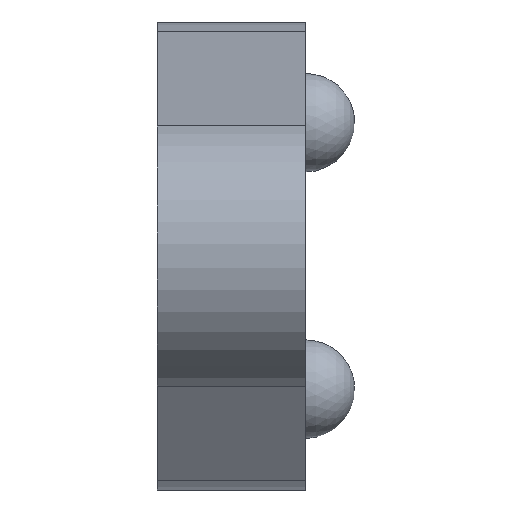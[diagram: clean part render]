
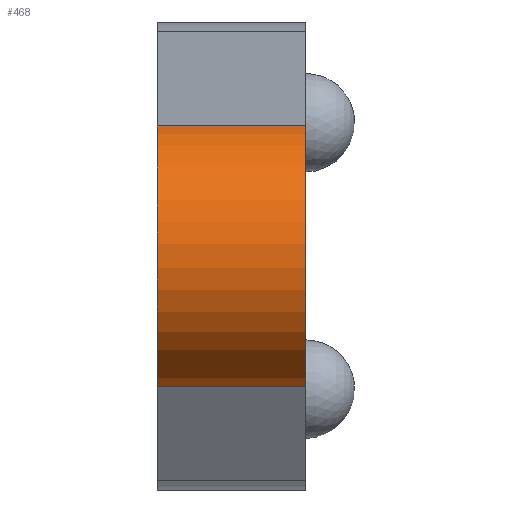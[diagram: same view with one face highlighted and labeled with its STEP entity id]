
A CAD part, left-side view. The second image highlights one B-rep face of the part: STEP entity #468.
In plain terms, the highlighted cylindrical face has radius 2.75 mm (diameter 5.5 mm), a partial arc.
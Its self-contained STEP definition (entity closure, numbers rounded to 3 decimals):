
#64=LINE('',#783,#103);
#65=LINE('',#789,#104);
#103=VECTOR('',#644,10.);
#104=VECTOR('',#651,10.);
#121=CYLINDRICAL_SURFACE('',#527,2.75);
#141=FACE_OUTER_BOUND('',#166,.T.);
#166=EDGE_LOOP('',(#381,#382,#383,#384));
#204=CIRCLE('',#528,2.75);
#205=CIRCLE('',#529,2.75);
#242=VERTEX_POINT('',#779);
#243=VERTEX_POINT('',#781);
#244=VERTEX_POINT('',#785);
#245=VERTEX_POINT('',#787);
#299=EDGE_CURVE('',#242,#243,#64,.T.);
#300=EDGE_CURVE('',#244,#242,#204,.T.);
#301=EDGE_CURVE('',#245,#243,#205,.T.);
#302=EDGE_CURVE('',#244,#245,#65,.T.);
#381=ORIENTED_EDGE('',*,*,#300,.T.);
#382=ORIENTED_EDGE('',*,*,#299,.T.);
#383=ORIENTED_EDGE('',*,*,#301,.F.);
#384=ORIENTED_EDGE('',*,*,#302,.F.);
#468=ADVANCED_FACE('',(#141),#121,.T.);
#527=AXIS2_PLACEMENT_3D('',#784,#645,#646);
#528=AXIS2_PLACEMENT_3D('',#786,#647,#648);
#529=AXIS2_PLACEMENT_3D('',#788,#649,#650);
#644=DIRECTION('',(0.,1.,0.));
#645=DIRECTION('center_axis',(0.,1.,0.));
#646=DIRECTION('ref_axis',(-1.,0.,0.));
#647=DIRECTION('center_axis',(0.,1.,0.));
#648=DIRECTION('ref_axis',(1.,0.,0.));
#649=DIRECTION('center_axis',(0.,1.,0.));
#650=DIRECTION('ref_axis',(1.,0.,0.));
#651=DIRECTION('',(0.,1.,0.));
#779=CARTESIAN_POINT('',(-21.786,0.,2.635));
#781=CARTESIAN_POINT('',(-21.786,3.,2.635));
#783=CARTESIAN_POINT('',(-21.786,0.,2.635));
#784=CARTESIAN_POINT('Origin',(-21.,0.,0.));
#785=CARTESIAN_POINT('',(-21.786,0.,-2.635));
#786=CARTESIAN_POINT('Origin',(-21.,0.,0.));
#787=CARTESIAN_POINT('',(-21.786,3.,-2.635));
#788=CARTESIAN_POINT('Origin',(-21.,3.,0.));
#789=CARTESIAN_POINT('',(-21.786,0.,-2.635));
